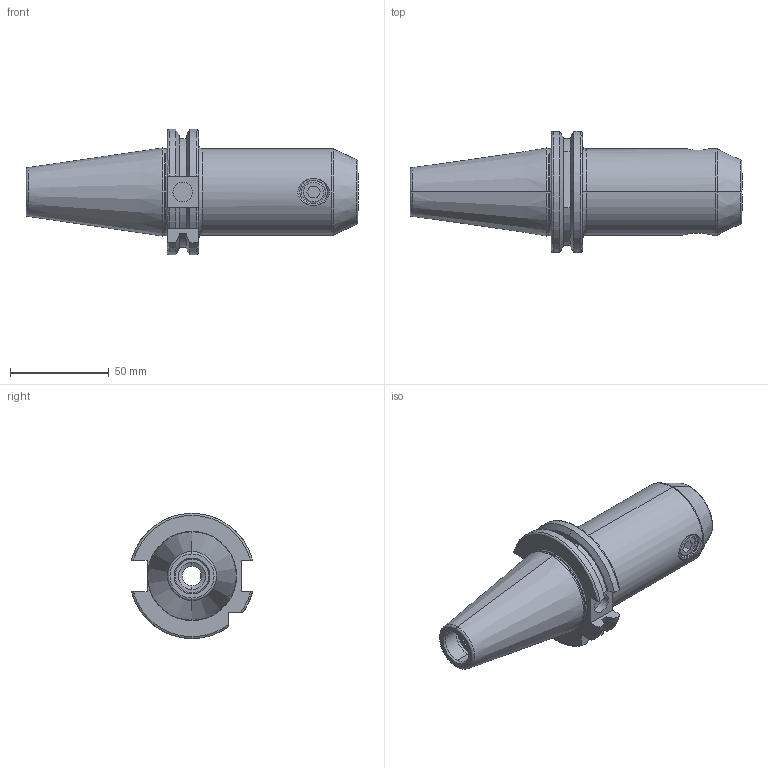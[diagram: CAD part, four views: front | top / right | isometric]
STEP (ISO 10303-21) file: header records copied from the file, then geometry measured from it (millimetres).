
FILE_DESCRIPTION (( 'STEP AP203' ), '1' );
FILE_NAME ('91406-WE1 14100.STEP', '2018-07-10T07:19:38', ( '' ), ( '' ), 'SwSTEP 2.0', 'SolidWorks 2009', '' );
FILE_SCHEMA (( 'CONFIG_CONTROL_DESIGN' ));
Length unit declared in the file: millimetre
Products named in the file (3): SK40EM14100WW; M12X16._ISO 4026 - M12 x 12-N; 91406-WE1 14100
Assembly tree (2 placements, depth 2):
  91406-WE1 14100
    M12X16._ISO 4026 - M12 x 12-N
    SK40EM14100WW
Bounding box: 168.4 x 61.48 x 63.55 mm (x, y, z)
Volume: 209391.3 mm3; surface area: 35142.5 mm2
Topology: 2 solids, 2 shells, 124 faces, 294 edges, 184 vertices
Faces by surface type: cylinder 36, plane 36, cone 26, torus 23, sphere 2, bspline 1
Entity records: 4296 total; most frequent: CARTESIAN_POINT 1075, DIRECTION 654, ORIENTED_EDGE 588, EDGE_CURVE 294, AXIS2_PLACEMENT_3D 267, VERTEX_POINT 184, CIRCLE 139, EDGE_LOOP 138
